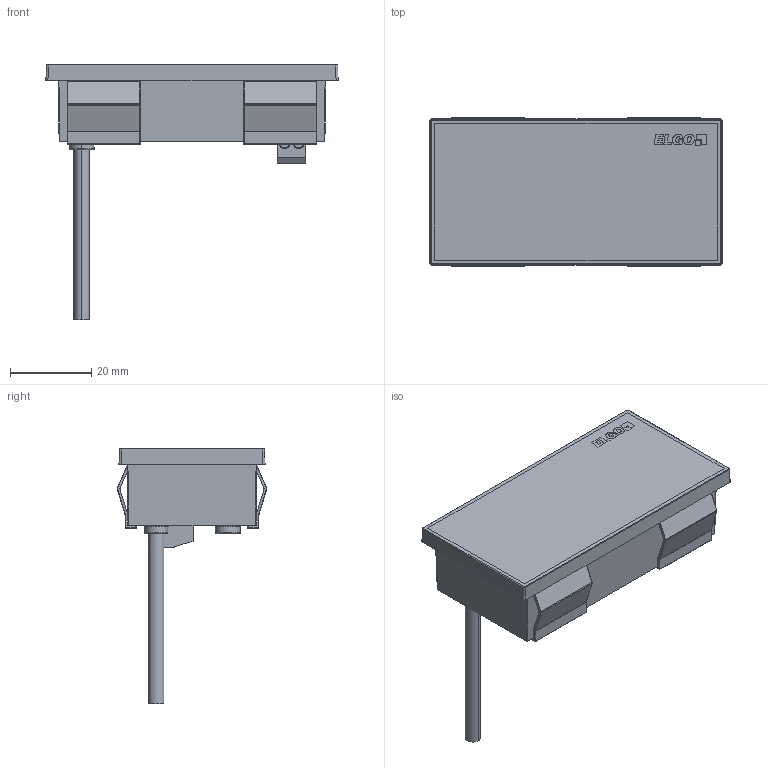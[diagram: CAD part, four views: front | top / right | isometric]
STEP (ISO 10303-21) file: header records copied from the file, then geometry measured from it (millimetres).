
FILE_DESCRIPTION (( 'STEP AP214' ), '1' );
FILE_NAME ('IZ14E-000-6-XX,X-0.STEP', '2013-12-18T16:03:50', ( '' ), ( '' ), 'SwSTEP 2.0', 'SolidWorks 2013', '' );
FILE_SCHEMA (( 'AUTOMOTIVE_DESIGN' ));
Length unit declared in the file: millimetre
Products named in the file (1): IZ14E-000-6-XX,X-0
Bounding box: 72 x 36.89 x 63 mm (x, y, z)
Volume: 43536.3 mm3; surface area: 12240.4 mm2
Topology: 1 solids, 1 shells, 376 faces, 1049 edges, 686 vertices
Faces by surface type: cylinder 128, plane 121, bspline 58, torus 52, cone 9, sphere 8
Entity records: 16723 total; most frequent: CARTESIAN_POINT 5665, ORIENTED_EDGE 2082, DIRECTION 1719, EDGE_CURVE 1041, VERTEX_POINT 686, AXIS2_PLACEMENT_3D 622, LINE 475, VECTOR 475
